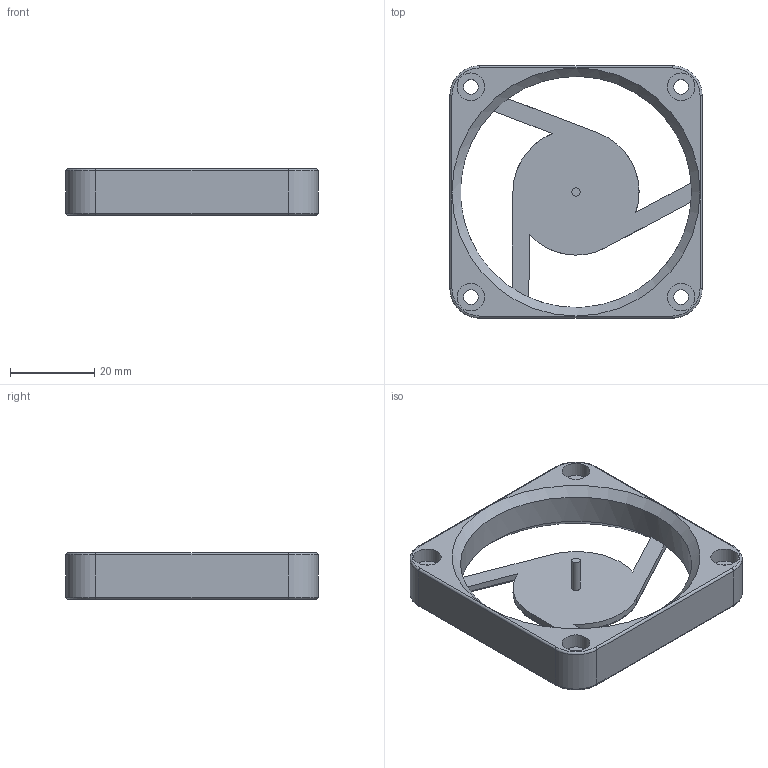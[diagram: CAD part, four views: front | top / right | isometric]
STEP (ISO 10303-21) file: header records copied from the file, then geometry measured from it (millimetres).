
FILE_DESCRIPTION(/* description */ (''),/* implementation_level */ '2;1');
FILE_NAME(/* name */ '6010.stp',/* time_stamp */ '2020-11-19T20:18:03+03:00',/* author */ ('Max'),/* organization */ (''),/* preprocessor_version */ 'ST-DEVELOPER v16.5',/* originating_system */ 'Autodesk Inventor 2017',/* authorisation */ '');
FILE_SCHEMA (('AUTOMOTIVE_DESIGN { 1 0 10303 214 3 1 1 }'));
Length unit declared in the file: millimetre
Products named in the file (1): кулер корпус
Bounding box: 60 x 60 x 11 mm (x, y, z)
Volume: 13364.9 mm3; surface area: 9009.9 mm2
Topology: 1 solids, 1 shells, 67 faces, 161 edges, 95 vertices
Faces by surface type: cylinder 31, plane 21, torus 11, cone 4
Full cylindrical faces by diameter (mm): 2 x1, 3.5 x4, 6.6 x4, 55 x1
Entity records: 2007 total; most frequent: CARTESIAN_POINT 428, DIRECTION 349, ORIENTED_EDGE 298, EDGE_CURVE 149, AXIS2_PLACEMENT_3D 147, VERTEX_POINT 94, EDGE_LOOP 91, CIRCLE 79
